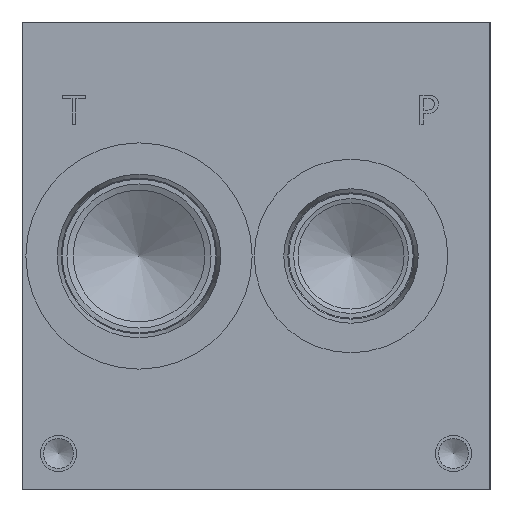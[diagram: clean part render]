
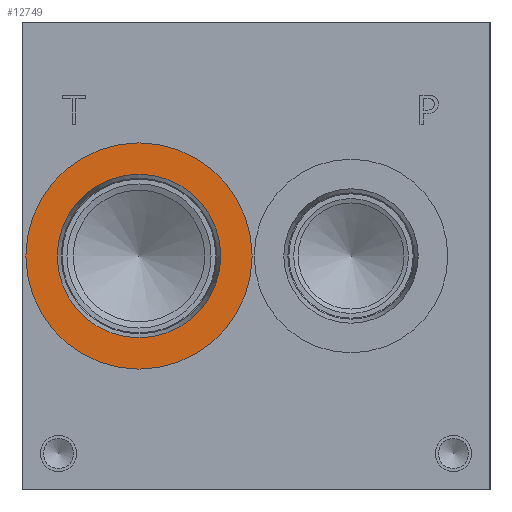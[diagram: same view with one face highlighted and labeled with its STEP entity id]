
A CAD part, left-side view. The second image highlights one B-rep face of the part: STEP entity #12749.
In plain terms, the highlighted planar face has unit normal (-1, 0, 0).
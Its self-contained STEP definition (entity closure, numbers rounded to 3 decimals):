
#278=CIRCLE('',#13400,24.562);
#279=CIRCLE('',#13401,24.562);
#280=CIRCLE('',#13403,17.755);
#281=CIRCLE('',#13404,17.755);
#978=FACE_BOUND('',#2304,.T.);
#1569=FACE_OUTER_BOUND('',#2303,.T.);
#2303=EDGE_LOOP('',(#10796,#10797));
#2304=EDGE_LOOP('',(#10798,#10799));
#5822=VERTEX_POINT('',#21554);
#5823=VERTEX_POINT('',#21556);
#5824=VERTEX_POINT('',#21560);
#5825=VERTEX_POINT('',#21561);
#7536=EDGE_CURVE('',#5822,#5823,#278,.T.);
#7537=EDGE_CURVE('',#5823,#5822,#279,.T.);
#7538=EDGE_CURVE('',#5824,#5825,#280,.T.);
#7539=EDGE_CURVE('',#5825,#5824,#281,.T.);
#10796=ORIENTED_EDGE('',*,*,#7537,.F.);
#10797=ORIENTED_EDGE('',*,*,#7536,.F.);
#10798=ORIENTED_EDGE('',*,*,#7538,.T.);
#10799=ORIENTED_EDGE('',*,*,#7539,.T.);
#11697=PLANE('',#13402);
#12749=ADVANCED_FACE('',(#1569,#978),#11697,.F.);
#13400=AXIS2_PLACEMENT_3D('',#21557,#15831,#15832);
#13401=AXIS2_PLACEMENT_3D('',#21558,#15833,#15834);
#13402=AXIS2_PLACEMENT_3D('',#21559,#15835,#15836);
#13403=AXIS2_PLACEMENT_3D('',#21562,#15837,#15838);
#13404=AXIS2_PLACEMENT_3D('',#21563,#15839,#15840);
#15831=DIRECTION('center_axis',(1.,0.,0.));
#15832=DIRECTION('ref_axis',(0.,0.,-1.));
#15833=DIRECTION('center_axis',(1.,0.,0.));
#15834=DIRECTION('ref_axis',(0.,0.,-1.));
#15835=DIRECTION('center_axis',(1.,0.,0.));
#15836=DIRECTION('ref_axis',(0.,0.,-1.));
#15837=DIRECTION('center_axis',(1.,0.,0.));
#15838=DIRECTION('ref_axis',(0.,0.,-1.));
#15839=DIRECTION('center_axis',(1.,0.,0.));
#15840=DIRECTION('ref_axis',(0.,0.,-1.));
#21554=CARTESIAN_POINT('',(0.787,76.2,26.238));
#21556=CARTESIAN_POINT('',(0.787,76.2,75.362));
#21557=CARTESIAN_POINT('Origin',(0.787,76.2,50.8));
#21558=CARTESIAN_POINT('Origin',(0.787,76.2,50.8));
#21559=CARTESIAN_POINT('Origin',(0.787,76.2,68.555));
#21560=CARTESIAN_POINT('',(0.787,76.2,68.555));
#21561=CARTESIAN_POINT('',(0.787,76.2,33.045));
#21562=CARTESIAN_POINT('Origin',(0.787,76.2,50.8));
#21563=CARTESIAN_POINT('Origin',(0.787,76.2,50.8));
